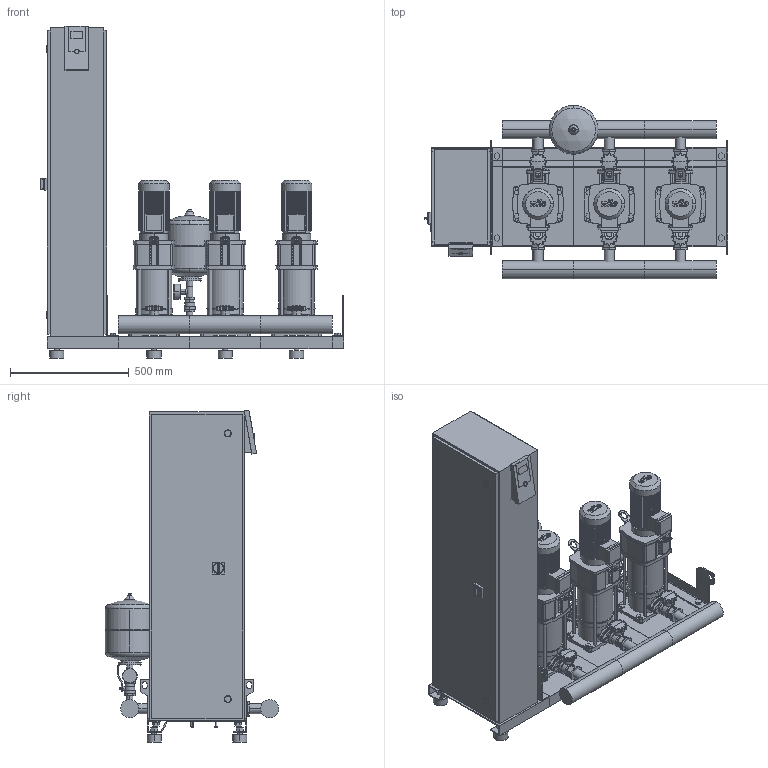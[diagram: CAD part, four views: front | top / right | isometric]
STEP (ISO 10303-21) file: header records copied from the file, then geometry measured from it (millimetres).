
FILE_DESCRIPTION((''),'2;1');
FILE_NAME('3d_SiBoostSmartFC3HELIXV603-2536047.stp','2016-01-25T11:14:49',(''),(''),'Mechanical Desktop 2009','Mechanical Desktop 2009',', , ');
FILE_SCHEMA(('CONFIG_CONTROL_DESIGN'));
Length unit declared in the file: millimetre
Products named in the file (1): Product
Bounding box: 1280 x 730.05 x 1398.4 mm (x, y, z)
Volume: 185453022.1 mm3; surface area: 9989012 mm2
Topology: 141 solids, 141 shells, 4051 faces, 10294 edges, 6757 vertices
Faces by surface type: plane 1707, bspline 1075, cylinder 1075, cone 156, torus 32, sphere 6
Entity records: 129264 total; most frequent: CARTESIAN_POINT 32246, ORIENTED_EDGE 20556, DIRECTION 18827, EDGE_CURVE 10278, VECTOR 6759, LINE 6759, VERTEX_POINT 6753, AXIS2_PLACEMENT_3D 6034
